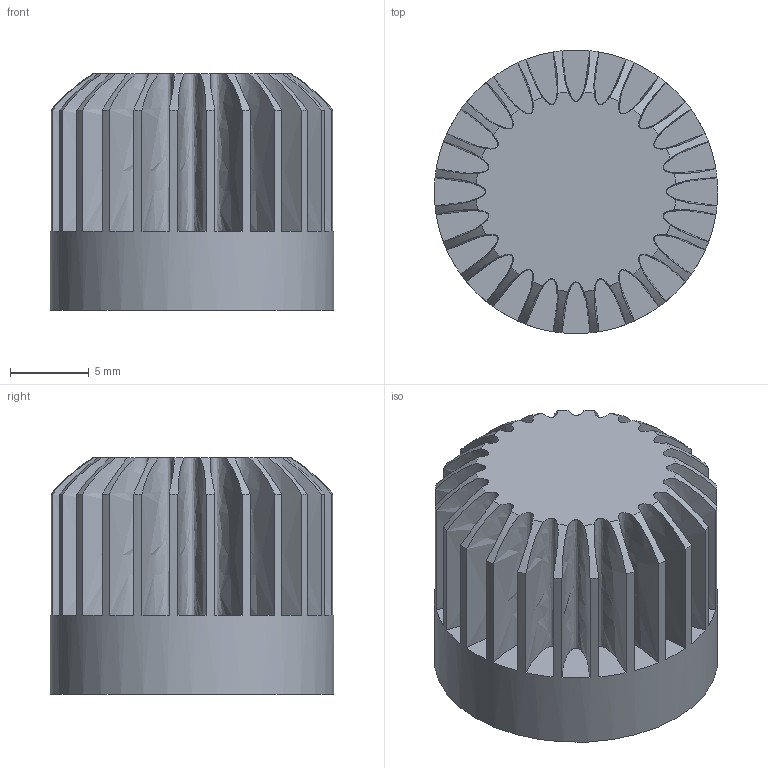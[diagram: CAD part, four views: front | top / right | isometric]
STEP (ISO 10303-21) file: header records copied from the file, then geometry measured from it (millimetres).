
FILE_DESCRIPTION(/* description */ ('STEP AP242','CAx-IF Rec.Pracs.---Representation and Presentation of Product Manufacturing Information (PMI)---4.0---2014-10-13','CAx-IF Rec.Pracs.---3D Tessellated Geometry---0.4---2014-09-14','2;1'),/* implementation_level */ '2;1');
FILE_NAME(/* name */ '679ea6c6eca7d16e3c1faaf9',/* time_stamp */ '2025-02-01T22:57:10Z',/* author */ (''),/* organization */ (''),/* preprocessor_version */ 'ST-DEVELOPER v20',/* originating_system */ 'ONSHAPE BY PTC INC, 1.193',/* authorisation */ ' ');
FILE_SCHEMA (('AP242_MANAGED_MODEL_BASED_3D_ENGINEERING_MIM_LF { 1 0 10303 442 1 1 4 }'));
Length unit declared in the file: metre
Products named in the file (1): Part 1
Bounding box: 18 x 18 x 15 mm (x, y, z)
Volume: 2201.5 mm3; surface area: 2728.2 mm2
Topology: 1 solids, 1 shells, 79 faces, 228 edges, 152 vertices
Faces by surface type: plane 27, bspline 24, sphere 24, cylinder 3, cone 1
Full cylindrical faces by diameter (mm): 6 x1, 7.496 x1, 18 x1
Entity records: 2978 total; most frequent: CARTESIAN_POINT 954, ORIENTED_EDGE 442, DIRECTION 410, EDGE_CURVE 221, AXIS2_PLACEMENT_3D 181, VERTEX_POINT 149, EDGE_LOOP 84, FACE_BOUND 84
